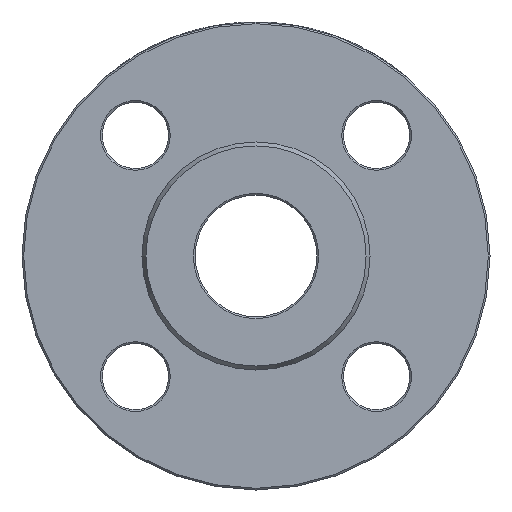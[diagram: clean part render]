
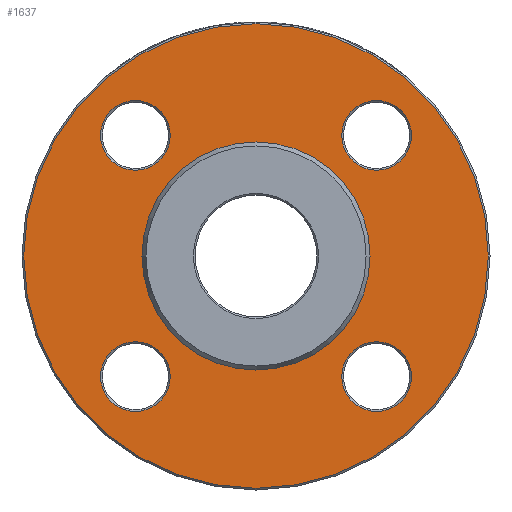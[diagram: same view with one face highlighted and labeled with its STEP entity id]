
A CAD part, left-side view. The second image highlights one B-rep face of the part: STEP entity #1637.
In plain terms, the highlighted planar face has unit normal (-1, 0, 0).
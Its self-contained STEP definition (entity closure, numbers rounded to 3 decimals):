
#40 = EDGE_LOOP ( 'NONE', ( #124 ) ) ;
#41 = FACE_BOUND ( 'NONE', #2470, .T. ) ;
#91 = AXIS2_PLACEMENT_3D ( 'NONE', #1618, #3390, #5191 ) ;
#124 = ORIENTED_EDGE ( 'NONE', *, *, #3610, .T. ) ;
#138 = CIRCLE ( 'NONE', #2475, 10.05 ) ;
#146 = CARTESIAN_POINT ( 'NONE',  ( 2., -34.79, -34.79 ) ) ;
#243 = EDGE_CURVE ( 'NONE', #4696, #4696, #315, .T. ) ;
#315 = CIRCLE ( 'NONE', #1723, 10.05 ) ;
#343 = CARTESIAN_POINT ( 'NONE',  ( 2., 0., -67. ) ) ;
#416 = EDGE_LOOP ( 'NONE', ( #2268 ) ) ;
#518 = FACE_OUTER_BOUND ( 'NONE', #40, .T. ) ;
#684 = ORIENTED_EDGE ( 'NONE', *, *, #5708, .F. ) ;
#711 = AXIS2_PLACEMENT_3D ( 'NONE', #2737, #2298, #4037 ) ;
#717 = ORIENTED_EDGE ( 'NONE', *, *, #243, .T. ) ;
#786 = EDGE_CURVE ( 'NONE', #1349, #1349, #1550, .T. ) ;
#931 = ORIENTED_EDGE ( 'NONE', *, *, #5373, .T. ) ;
#962 = FACE_BOUND ( 'NONE', #3733, .T. ) ;
#1088 = AXIS2_PLACEMENT_3D ( 'NONE', #5434, #4306, #2563 ) ;
#1244 = EDGE_LOOP ( 'NONE', ( #931 ) ) ;
#1349 = VERTEX_POINT ( 'NONE', #3564 ) ;
#1492 = AXIS2_PLACEMENT_3D ( 'NONE', #146, #1560, #1532 ) ;
#1532 = DIRECTION ( 'NONE',  ( 0., -1., 0. ) ) ;
#1550 = CIRCLE ( 'NONE', #3689, 10.05 ) ;
#1560 = DIRECTION ( 'NONE',  ( 1., 0., 0. ) ) ;
#1618 = CARTESIAN_POINT ( 'NONE',  ( 2., 0., 0. ) ) ;
#1637 = ADVANCED_FACE ( 'NONE', ( #4053, #41, #5317, #4513, #518, #962 ), #4084, .F. ) ;
#1694 = CARTESIAN_POINT ( 'NONE',  ( 2., 34.79, -44.84 ) ) ;
#1723 = AXIS2_PLACEMENT_3D ( 'NONE', #2634, #3041, #5337 ) ;
#1784 = CARTESIAN_POINT ( 'NONE',  ( 2., -44.84, -34.79 ) ) ;
#1957 = DIRECTION ( 'NONE',  ( 1., 0., 0. ) ) ;
#2047 = DIRECTION ( 'NONE',  ( 0., 0., -1. ) ) ;
#2049 = CARTESIAN_POINT ( 'NONE',  ( 2., 44.84, 34.79 ) ) ;
#2268 = ORIENTED_EDGE ( 'NONE', *, *, #4238, .T. ) ;
#2298 = DIRECTION ( 'NONE',  ( 1., 0., 0. ) ) ;
#2470 = EDGE_LOOP ( 'NONE', ( #3759 ) ) ;
#2475 = AXIS2_PLACEMENT_3D ( 'NONE', #5212, #3027, #2047 ) ;
#2563 = DIRECTION ( 'NONE',  ( 0., 0., 1. ) ) ;
#2594 = CARTESIAN_POINT ( 'NONE',  ( 2., 0., 32.905 ) ) ;
#2634 = CARTESIAN_POINT ( 'NONE',  ( 2., 34.79, 34.79 ) ) ;
#2737 = CARTESIAN_POINT ( 'NONE',  ( 2., 32.905, 0. ) ) ;
#3027 = DIRECTION ( 'NONE',  ( 1., 0., 0. ) ) ;
#3041 = DIRECTION ( 'NONE',  ( 1., 0., 0. ) ) ;
#3158 = VERTEX_POINT ( 'NONE', #2594 ) ;
#3175 = CIRCLE ( 'NONE', #91, 67. ) ;
#3390 = DIRECTION ( 'NONE',  ( -1., 0., 0. ) ) ;
#3431 = CIRCLE ( 'NONE', #1492, 10.05 ) ;
#3564 = CARTESIAN_POINT ( 'NONE',  ( 2., -34.79, 44.84 ) ) ;
#3610 = EDGE_CURVE ( 'NONE', #4428, #4428, #3175, .T. ) ;
#3689 = AXIS2_PLACEMENT_3D ( 'NONE', #4584, #1957, #4148 ) ;
#3733 = EDGE_LOOP ( 'NONE', ( #684 ) ) ;
#3759 = ORIENTED_EDGE ( 'NONE', *, *, #786, .T. ) ;
#4037 = DIRECTION ( 'NONE',  ( 0., 0., -1. ) ) ;
#4053 = FACE_BOUND ( 'NONE', #416, .T. ) ;
#4084 = PLANE ( 'NONE',  #711 ) ;
#4148 = DIRECTION ( 'NONE',  ( 0., 0., 1. ) ) ;
#4238 = EDGE_CURVE ( 'NONE', #5805, #5805, #3431, .T. ) ;
#4306 = DIRECTION ( 'NONE',  ( -1., 0., 0. ) ) ;
#4428 = VERTEX_POINT ( 'NONE', #343 ) ;
#4513 = FACE_BOUND ( 'NONE', #1244, .T. ) ;
#4584 = CARTESIAN_POINT ( 'NONE',  ( 2., -34.79, 34.79 ) ) ;
#4621 = CIRCLE ( 'NONE', #1088, 32.905 ) ;
#4696 = VERTEX_POINT ( 'NONE', #2049 ) ;
#5191 = DIRECTION ( 'NONE',  ( 0., 0., -1. ) ) ;
#5212 = CARTESIAN_POINT ( 'NONE',  ( 2., 34.79, -34.79 ) ) ;
#5270 = VERTEX_POINT ( 'NONE', #1694 ) ;
#5317 = FACE_BOUND ( 'NONE', #5415, .T. ) ;
#5337 = DIRECTION ( 'NONE',  ( 0., 1., 0. ) ) ;
#5373 = EDGE_CURVE ( 'NONE', #5270, #5270, #138, .T. ) ;
#5415 = EDGE_LOOP ( 'NONE', ( #717 ) ) ;
#5434 = CARTESIAN_POINT ( 'NONE',  ( 2., 0., 0. ) ) ;
#5708 = EDGE_CURVE ( 'NONE', #3158, #3158, #4621, .T. ) ;
#5805 = VERTEX_POINT ( 'NONE', #1784 ) ;
